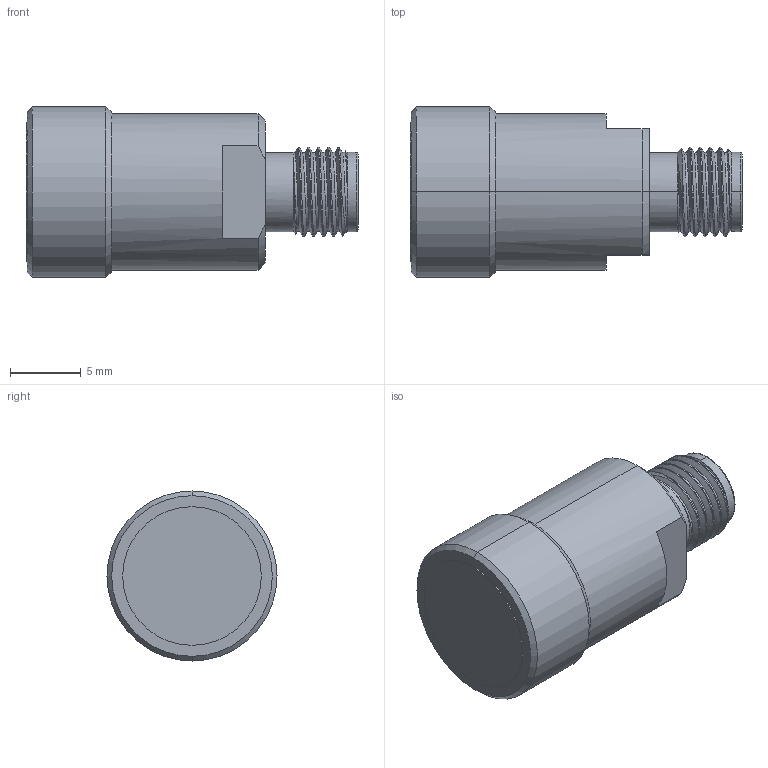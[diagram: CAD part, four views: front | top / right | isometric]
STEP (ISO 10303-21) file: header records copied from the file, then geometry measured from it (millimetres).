
FILE_DESCRIPTION (( 'STEP AP214' ), '1' );
FILE_NAME ('FMSC1002_3D.step', '2024-07-12T15:08:49', ( '' ), ( '' ), 'SwSTEP 2.0', 'SolidWorks 2022', '' );
FILE_SCHEMA (( 'AUTOMOTIVE_DESIGN' ));
Length unit declared in the file: inch
Products named in the file (1): FMSC1002_3D
Bounding box: 23.43 x 12 x 12 mm (x, y, z)
Volume: 1795.9 mm3; surface area: 1038.2 mm2
Topology: 1 solids, 1 shells, 71 faces, 172 edges, 109 vertices
Faces by surface type: cylinder 28, plane 20, cone 18, bspline 3, torus 2
Entity records: 3796 total; most frequent: CARTESIAN_POINT 2159, ORIENTED_EDGE 344, DIRECTION 327, EDGE_CURVE 172, AXIS2_PLACEMENT_3D 132, VERTEX_POINT 109, EDGE_LOOP 77, ADVANCED_FACE 71
